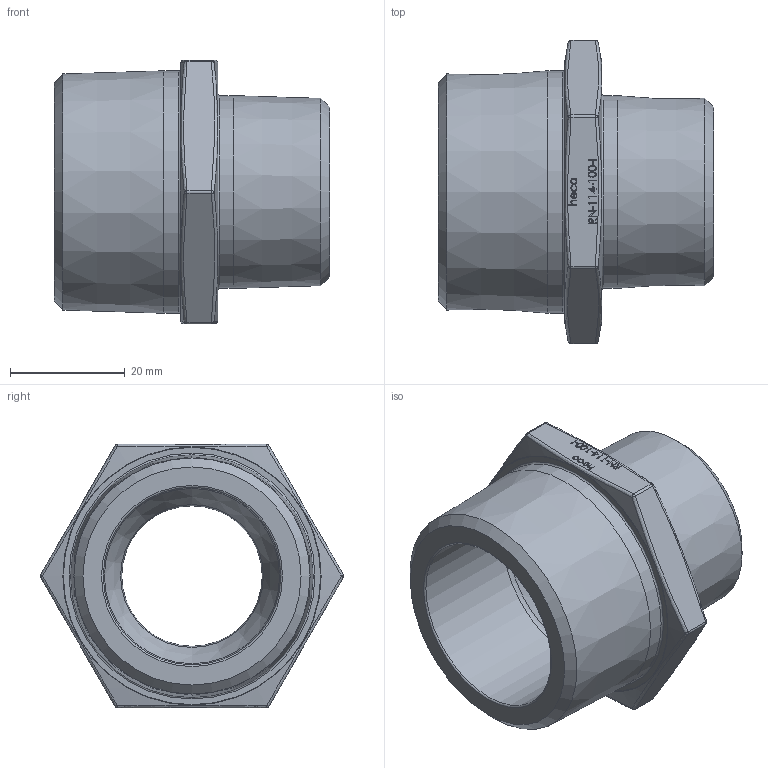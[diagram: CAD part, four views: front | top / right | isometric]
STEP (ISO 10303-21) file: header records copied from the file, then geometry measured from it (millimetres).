
FILE_DESCRIPTION (( 'STEP AP214' ), '1' );
FILE_NAME ('RN-114-100-I 2309.STEP', '2023-09-12T10:25:55', ( '' ), ( '' ), 'SwSTEP 2.0', 'SolidWorks 2019', '' );
FILE_SCHEMA (( 'AUTOMOTIVE_DESIGN' ));
Length unit declared in the file: millimetre
Products named in the file (1): RN-114-100-I  2309
Bounding box: 48 x 52.96 x 46.01 mm (x, y, z)
Volume: 29425.3 mm3; surface area: 12107.5 mm2
Topology: 1 solids, 1 shells, 220 faces, 548 edges, 350 vertices
Faces by surface type: plane 113, bspline 70, sphere 12, cylinder 10, torus 8, cone 7
Full cylindrical faces by diameter (mm): 24.5 x1, 31 x1, 33.649 x1, 42.31 x1
Entity records: 11832 total; most frequent: CARTESIAN_POINT 5498, ORIENTED_EDGE 1022, DIRECTION 731, EDGE_CURVE 511, VERTEX_POINT 336, LINE 313, VECTOR 313, EDGE_LOOP 265
